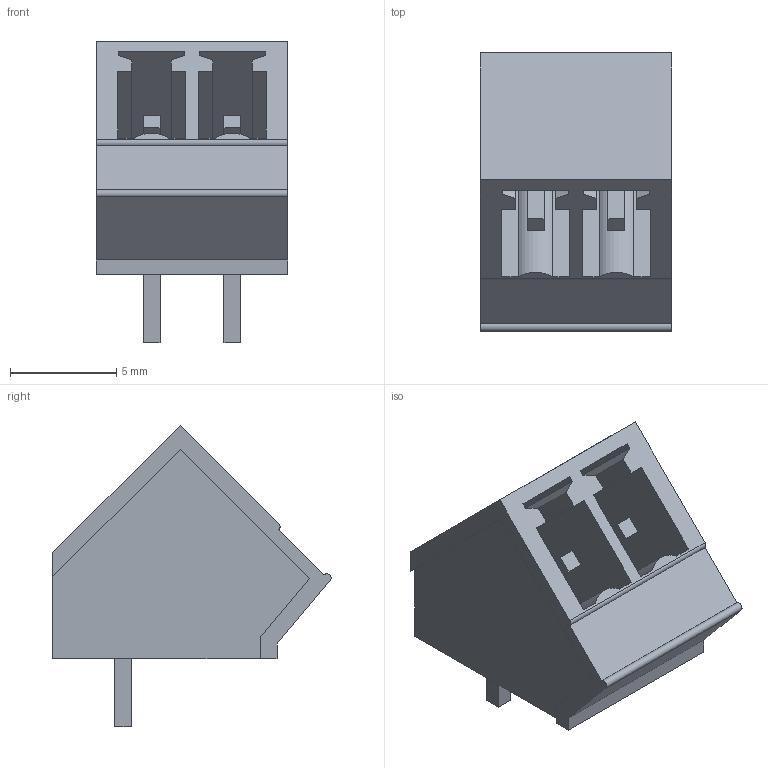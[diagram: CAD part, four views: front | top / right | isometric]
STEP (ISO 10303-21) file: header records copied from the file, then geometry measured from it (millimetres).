
FILE_DESCRIPTION(('CATIA V5 STEP Exchange','CAx-IF Rec.Pracs.--- Model Styling and Organization---1.2---2011-12-15'),'2;1');
FILE_NAME ('D1460956_0_1977200000_1977200000.stp','2018-04-23T10:11:46+00:00',('none'),('Weidmueller'),'CATIA Version 5-6 Release 2014','CATIA V5 STEP AP214','none');
FILE_SCHEMA(('AUTOMOTIVE_DESIGN { 1 0 10303 214 1 1 1 1 }'));
Length unit declared in the file: millimetre
Products named in the file (1): 1977200000
Bounding box: 9.01 x 13.1 x 14.2 mm (x, y, z)
Volume: 432.6 mm3; surface area: 1124.4 mm2
Topology: 3 solids, 3 shells, 109 faces, 305 edges, 204 vertices
Faces by surface type: plane 101, cylinder 8
Entity records: 3545 total; most frequent: CARTESIAN_POINT 629, ORIENTED_EDGE 610, DIRECTION 509, EDGE_CURVE 305, VECTOR 289, LINE 289, VERTEX_POINT 204, AXIS2_PLACEMENT_3D 118
